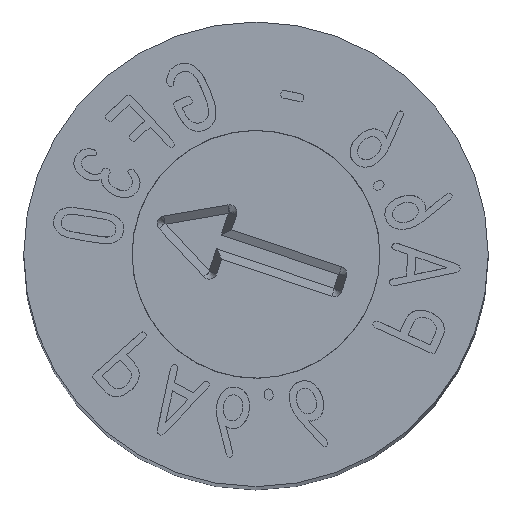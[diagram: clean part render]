
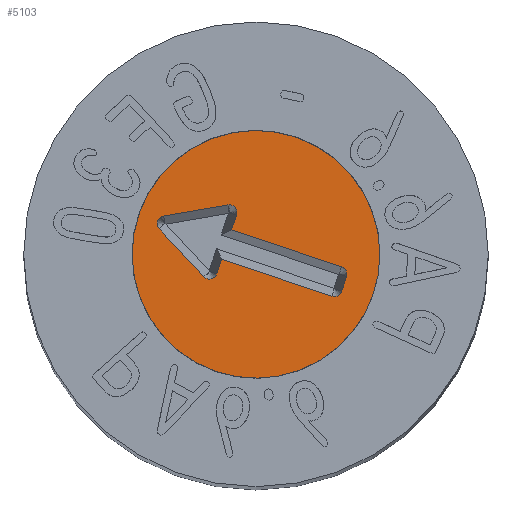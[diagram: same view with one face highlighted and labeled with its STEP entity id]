
A CAD part, top view. The second image highlights one B-rep face of the part: STEP entity #5103.
In plain terms, the highlighted planar face has unit normal (0, 0, 1).
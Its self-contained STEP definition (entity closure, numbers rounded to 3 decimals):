
#72=CIRCLE('',#5299,0.05);
#73=CIRCLE('',#5302,0.05);
#74=CIRCLE('',#5305,0.05);
#75=CIRCLE('',#5309,0.05);
#84=CIRCLE('',#5327,0.8);
#119=FACE_BOUND('',#810,.T.);
#216=PLANE('',#5328);
#497=FACE_OUTER_BOUND('',#809,.T.);
#809=EDGE_LOOP('',(#4630));
#810=EDGE_LOOP('',(#4631,#4632,#4633,#4634,#4635,#4636,#4637,#4638,#4639,
#4640,#4641,#4642));
#1169=LINE('',#9629,#1555);
#1173=LINE('',#9637,#1559);
#1178=LINE('',#9649,#1564);
#1183=LINE('',#9661,#1569);
#1187=LINE('',#9671,#1573);
#1191=LINE('',#9679,#1577);
#1194=LINE('',#9686,#1580);
#1555=VECTOR('',#5927,10.);
#1559=VECTOR('',#5933,10.);
#1564=VECTOR('',#5944,10.);
#1569=VECTOR('',#5955,10.);
#1573=VECTOR('',#5965,10.);
#1577=VECTOR('',#5971,10.);
#1580=VECTOR('',#5980,10.);
#1915=B_SPLINE_CURVE_WITH_KNOTS('',3,(#9616,#9617,#9618,#9619,#9620),
 .UNSPECIFIED.,.F.,.F.,(4,1,4),(1.571,2.244,3.142),
 .UNSPECIFIED.);
#2376=VERTEX_POINT('',#9609);
#2378=VERTEX_POINT('',#9615);
#2379=VERTEX_POINT('',#9623);
#2382=VERTEX_POINT('',#9631);
#2385=VERTEX_POINT('',#9639);
#2386=VERTEX_POINT('',#9643);
#2389=VERTEX_POINT('',#9651);
#2390=VERTEX_POINT('',#9655);
#2393=VERTEX_POINT('',#9663);
#2394=VERTEX_POINT('',#9667);
#2396=VERTEX_POINT('',#9673);
#2399=VERTEX_POINT('',#9681);
#2407=VERTEX_POINT('',#9713);
#3106=EDGE_CURVE('',#2378,#2376,#1915,.T.);
#3111=EDGE_CURVE('',#2379,#2378,#1169,.T.);
#3115=EDGE_CURVE('',#2382,#2379,#1173,.T.);
#3116=EDGE_CURVE('',#2385,#2382,#72,.T.);
#3121=EDGE_CURVE('',#2386,#2385,#1178,.T.);
#3122=EDGE_CURVE('',#2389,#2386,#73,.T.);
#3127=EDGE_CURVE('',#2390,#2389,#1183,.T.);
#3128=EDGE_CURVE('',#2393,#2390,#74,.T.);
#3132=EDGE_CURVE('',#2394,#2393,#1187,.T.);
#3136=EDGE_CURVE('',#2396,#2394,#1191,.T.);
#3137=EDGE_CURVE('',#2399,#2396,#75,.T.);
#3140=EDGE_CURVE('',#2376,#2399,#1194,.T.);
#3152=EDGE_CURVE('',#2407,#2407,#84,.T.);
#4630=ORIENTED_EDGE('',*,*,#3152,.F.);
#4631=ORIENTED_EDGE('',*,*,#3106,.T.);
#4632=ORIENTED_EDGE('',*,*,#3140,.T.);
#4633=ORIENTED_EDGE('',*,*,#3137,.T.);
#4634=ORIENTED_EDGE('',*,*,#3136,.T.);
#4635=ORIENTED_EDGE('',*,*,#3132,.T.);
#4636=ORIENTED_EDGE('',*,*,#3128,.T.);
#4637=ORIENTED_EDGE('',*,*,#3127,.T.);
#4638=ORIENTED_EDGE('',*,*,#3122,.T.);
#4639=ORIENTED_EDGE('',*,*,#3121,.T.);
#4640=ORIENTED_EDGE('',*,*,#3116,.T.);
#4641=ORIENTED_EDGE('',*,*,#3115,.T.);
#4642=ORIENTED_EDGE('',*,*,#3111,.T.);
#5103=ADVANCED_FACE('',(#497,#119),#216,.F.);
#5299=AXIS2_PLACEMENT_3D('',#9640,#5936,#5937);
#5302=AXIS2_PLACEMENT_3D('',#9652,#5947,#5948);
#5305=AXIS2_PLACEMENT_3D('',#9664,#5958,#5959);
#5309=AXIS2_PLACEMENT_3D('',#9682,#5974,#5975);
#5327=AXIS2_PLACEMENT_3D('',#9714,#6016,#6017);
#5328=AXIS2_PLACEMENT_3D('',#9716,#6019,#6020);
#5927=DIRECTION('',(0.,1.,0.));
#5933=DIRECTION('',(1.,0.,0.));
#5936=DIRECTION('center_axis',(0.,0.,-1.));
#5937=DIRECTION('ref_axis',(0.,-1.,0.));
#5944=DIRECTION('',(-0.476,0.88,0.));
#5947=DIRECTION('center_axis',(0.,0.,-1.));
#5948=DIRECTION('ref_axis',(0.88,0.476,0.));
#5955=DIRECTION('',(-0.476,-0.88,0.));
#5958=DIRECTION('center_axis',(0.,0.,-1.));
#5959=DIRECTION('ref_axis',(-0.88,0.476,0.));
#5965=DIRECTION('',(1.,0.,0.));
#5971=DIRECTION('',(0.,-1.,0.));
#5974=DIRECTION('center_axis',(0.,0.,-1.));
#5975=DIRECTION('ref_axis',(-1.,0.,0.));
#5980=DIRECTION('',(1.,0.,0.));
#6016=DIRECTION('center_axis',(0.,0.,-1.));
#6017=DIRECTION('ref_axis',(-1.,0.,0.));
#6019=DIRECTION('center_axis',(0.,0.,-1.));
#6020=DIRECTION('ref_axis',(-1.,0.,0.));
#9609=CARTESIAN_POINT('',(-0.05,0.6,2.));
#9615=CARTESIAN_POINT('',(-0.1,0.55,2.));
#9616=CARTESIAN_POINT('Ctrl Pts',(-0.1,0.55,2.));
#9617=CARTESIAN_POINT('Ctrl Pts',(-0.1,0.561,2.));
#9618=CARTESIAN_POINT('Ctrl Pts',(-0.091,0.587,
2.));
#9619=CARTESIAN_POINT('Ctrl Pts',(-0.065,0.6,2.));
#9620=CARTESIAN_POINT('Ctrl Pts',(-0.05,0.6,2.));
#9623=CARTESIAN_POINT('',(-0.1,-0.2,2.));
#9629=CARTESIAN_POINT('',(-0.1,0.275,2.));
#9631=CARTESIAN_POINT('',(-0.2,-0.2,2.));
#9637=CARTESIAN_POINT('',(-0.05,-0.2,2.));
#9639=CARTESIAN_POINT('',(-0.244,-0.274,2.));
#9640=CARTESIAN_POINT('Origin',(-0.2,-0.25,2.));
#9643=CARTESIAN_POINT('',(-0.044,-0.644,2.));
#9649=CARTESIAN_POINT('',(-0.274,-0.219,2.));
#9651=CARTESIAN_POINT('',(0.044,-0.644,2.));
#9652=CARTESIAN_POINT('Origin',(0.,-0.62,
2.));
#9655=CARTESIAN_POINT('',(0.244,-0.274,2.));
#9661=CARTESIAN_POINT('',(0.174,-0.404,2.));
#9663=CARTESIAN_POINT('',(0.2,-0.2,2.));
#9664=CARTESIAN_POINT('Origin',(0.2,-0.25,2.));
#9667=CARTESIAN_POINT('',(0.1,-0.2,2.));
#9671=CARTESIAN_POINT('',(0.1,-0.2,2.));
#9673=CARTESIAN_POINT('',(0.1,0.55,2.));
#9679=CARTESIAN_POINT('',(0.1,-0.1,2.));
#9681=CARTESIAN_POINT('',(0.05,0.6,2.));
#9682=CARTESIAN_POINT('Origin',(0.05,0.55,2.));
#9686=CARTESIAN_POINT('',(0.,0.6,2.));
#9713=CARTESIAN_POINT('',(0.8,0.,2.));
#9714=CARTESIAN_POINT('Origin',(0.,0.,2.));
#9716=CARTESIAN_POINT('Origin',(0.,0.,2.));
